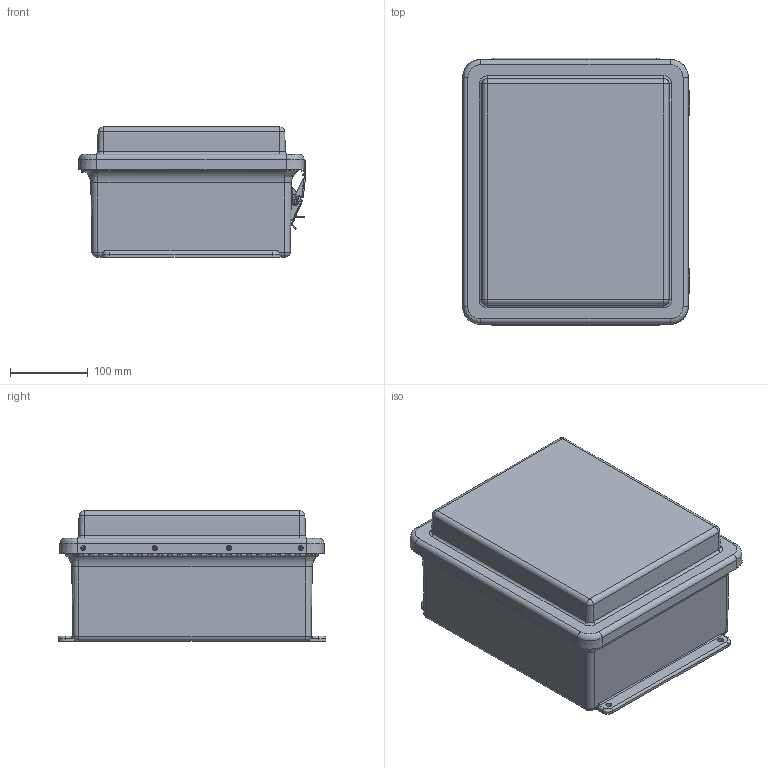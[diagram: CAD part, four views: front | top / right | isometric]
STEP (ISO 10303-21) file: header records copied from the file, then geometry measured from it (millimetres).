
FILE_DESCRIPTION (( 'STEP AP214' ), '1' );
FILE_NAME ('MR1210HPL.STEP', '2018-11-06T16:43:07', ( '' ), ( '' ), 'SwSTEP 2.0', 'SolidWorks 2018', '' );
FILE_SCHEMA (( 'AUTOMOTIVE_DESIGN' ));
Length unit declared in the file: inch
Products named in the file (1): MR1210HPL
Bounding box: 293.04 x 344.49 x 167.33 mm (x, y, z)
Volume: 1510934.6 mm3; surface area: 844429.8 mm2
Topology: 38 solids, 38 shells, 1046 faces, 2629 edges, 1697 vertices
Faces by surface type: plane 446, cylinder 429, bspline 112, cone 47, torus 12
Full cylindrical faces by diameter (mm): 2.159 x47, 2.64 x8, 3.048 x2, 3.175 x16, 3.302 x4, 3.327 x8, 3.429 x18, 3.556 x20, 3.861 x5, 3.962 x7, 4.306 x4, 5.537 x4, 6.35 x8, 6.858 x4, 7.62 x4, 9.525 x2
Entity records: 50118 total; most frequent: CARTESIAN_POINT 11767, DIRECTION 4854, ORIENTED_EDGE 4812, EDGE_CURVE 2406, AXIS2_PLACEMENT_3D 1793, VERTEX_POINT 1666, EDGE_LOOP 1502, LINE 1268
